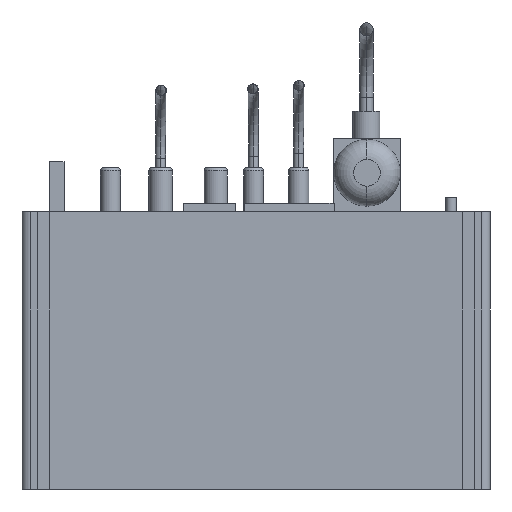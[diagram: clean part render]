
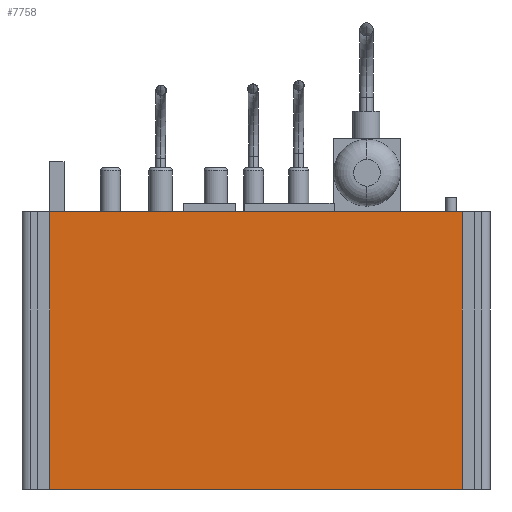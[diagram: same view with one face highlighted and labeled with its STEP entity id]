
A CAD part, front view. The second image highlights one B-rep face of the part: STEP entity #7758.
In plain terms, the highlighted planar face has unit normal (0, -1, 0).
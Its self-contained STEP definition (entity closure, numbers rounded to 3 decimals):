
#165 = ORIENTED_EDGE ( 'NONE', *, *, #3390, .F. ) ;
#339 = VERTEX_POINT ( 'NONE', #4031 ) ;
#351 = CARTESIAN_POINT ( 'NONE',  ( -75.399, -72.647, 166. ) ) ;
#437 = CARTESIAN_POINT ( 'NONE',  ( -75.399, -72.647, 0. ) ) ;
#446 = EDGE_CURVE ( 'NONE', #5099, #7718, #6691, .T. ) ;
#564 = LINE ( 'NONE', #4793, #2390 ) ;
#939 = VECTOR ( 'NONE', #4609, 1000. ) ;
#1584 = DIRECTION ( 'NONE',  ( 0., 0., -1. ) ) ;
#2332 = AXIS2_PLACEMENT_3D ( 'NONE', #5144, #6452, #5794 ) ;
#2385 = CARTESIAN_POINT ( 'NONE',  ( -75.399, -72.647, 0. ) ) ;
#2390 = VECTOR ( 'NONE', #4728, 1000. ) ;
#2696 = ORIENTED_EDGE ( 'NONE', *, *, #446, .F. ) ;
#2913 = DIRECTION ( 'NONE',  ( 1., 0., 0. ) ) ;
#3242 = LINE ( 'NONE', #437, #5047 ) ;
#3273 = PLANE ( 'NONE',  #2332 ) ;
#3390 = EDGE_CURVE ( 'NONE', #7718, #339, #3628, .T. ) ;
#3628 = LINE ( 'NONE', #7532, #5247 ) ;
#3631 = EDGE_CURVE ( 'NONE', #5099, #4731, #564, .T. ) ;
#3645 = EDGE_CURVE ( 'NONE', #4731, #339, #3242, .T. ) ;
#4031 = CARTESIAN_POINT ( 'NONE',  ( 171.601, -72.647, 0. ) ) ;
#4292 = EDGE_LOOP ( 'NONE', ( #6912, #165, #2696, #7527 ) ) ;
#4609 = DIRECTION ( 'NONE',  ( 1., 0., 0. ) ) ;
#4728 = DIRECTION ( 'NONE',  ( 0., 0., -1. ) ) ;
#4731 = VERTEX_POINT ( 'NONE', #2385 ) ;
#4793 = CARTESIAN_POINT ( 'NONE',  ( -75.399, -72.647, 166. ) ) ;
#5047 = VECTOR ( 'NONE', #2913, 1000. ) ;
#5099 = VERTEX_POINT ( 'NONE', #5257 ) ;
#5144 = CARTESIAN_POINT ( 'NONE',  ( -75.399, -72.647, 166. ) ) ;
#5247 = VECTOR ( 'NONE', #1584, 1000. ) ;
#5257 = CARTESIAN_POINT ( 'NONE',  ( -75.399, -72.647, 166. ) ) ;
#5773 = CARTESIAN_POINT ( 'NONE',  ( 171.601, -72.647, 166. ) ) ;
#5794 = DIRECTION ( 'NONE',  ( 0., 0., 1. ) ) ;
#6452 = DIRECTION ( 'NONE',  ( 0., 1., 0. ) ) ;
#6691 = LINE ( 'NONE', #351, #939 ) ;
#6912 = ORIENTED_EDGE ( 'NONE', *, *, #3645, .T. ) ;
#6973 = FACE_OUTER_BOUND ( 'NONE', #4292, .T. ) ;
#7527 = ORIENTED_EDGE ( 'NONE', *, *, #3631, .T. ) ;
#7532 = CARTESIAN_POINT ( 'NONE',  ( 171.601, -72.647, 166. ) ) ;
#7718 = VERTEX_POINT ( 'NONE', #5773 ) ;
#7758 = ADVANCED_FACE ( 'NONE', ( #6973 ), #3273, .F. ) ;
